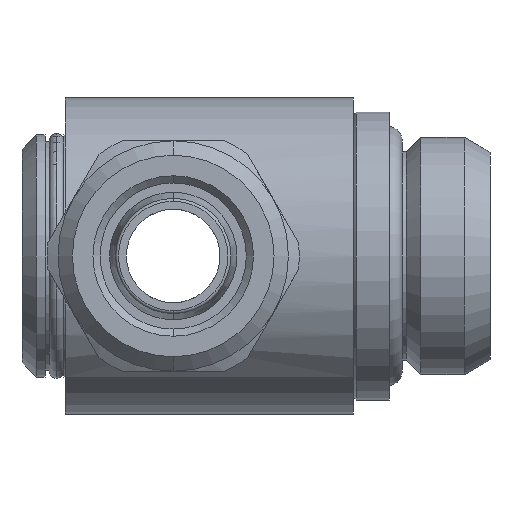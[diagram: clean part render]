
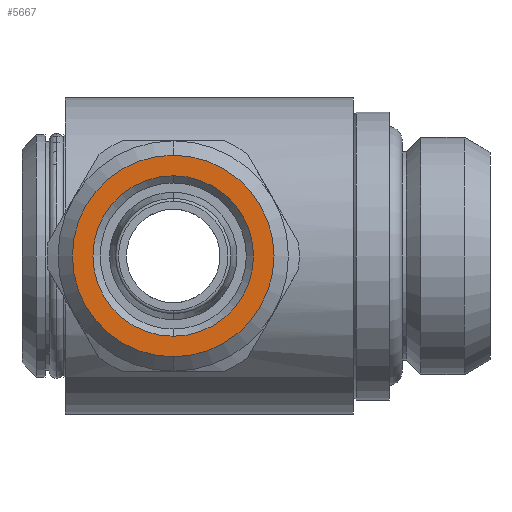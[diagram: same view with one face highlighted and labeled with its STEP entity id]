
A CAD part, left-side view. The second image highlights one B-rep face of the part: STEP entity #5667.
In plain terms, the highlighted planar face has unit normal (-1, 0, 0).
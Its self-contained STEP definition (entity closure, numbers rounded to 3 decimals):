
#90 = FACE_OUTER_BOUND ( 'NONE', #5206, .T. ) ;
#91 = FACE_BOUND ( 'NONE', #5090, .T. ) ;
#114 = AXIS2_PLACEMENT_3D ( 'NONE', #4277, #4276, #4275 ) ;
#126 = CIRCLE ( 'NONE', #134, 5.575 ) ;
#130 = CIRCLE ( 'NONE', #114, 7. ) ;
#134 = AXIS2_PLACEMENT_3D ( 'NONE', #4282, #4281, #4279 ) ;
#260 = AXIS2_PLACEMENT_3D ( 'NONE', #1891, #1890, #1888 ) ;
#307 = CARTESIAN_POINT ( 'NONE',  ( -27.552, 22., -7. ) ) ;
#328 = CARTESIAN_POINT ( 'NONE',  ( -27.552, 22., 7. ) ) ;
#353 = CARTESIAN_POINT ( 'NONE',  ( -27.552, 22., -5.575 ) ) ;
#389 = CARTESIAN_POINT ( 'NONE',  ( -27.552, 22., 5.575 ) ) ;
#866 = VERTEX_POINT ( 'NONE', #353 ) ;
#867 = VERTEX_POINT ( 'NONE', #389 ) ;
#868 = VERTEX_POINT ( 'NONE', #307 ) ;
#869 = VERTEX_POINT ( 'NONE', #328 ) ;
#1065 = AXIS2_PLACEMENT_3D ( 'NONE', #5448, #5446, #5445 ) ;
#1067 = CIRCLE ( 'NONE', #1065, 5.575 ) ;
#1247 = EDGE_CURVE ( 'NONE', #867, #866, #1067, .T. ) ;
#1888 = DIRECTION ( 'NONE',  ( 0., 0., 1. ) ) ;
#1890 = DIRECTION ( 'NONE',  ( -1., 0., 0. ) ) ;
#1891 = CARTESIAN_POINT ( 'NONE',  ( -27.552, 29., 0. ) ) ;
#1892 = PLANE ( 'NONE',  #260 ) ;
#2928 = DIRECTION ( 'NONE',  ( 0., 0., -1. ) ) ;
#2930 = DIRECTION ( 'NONE',  ( 1., 0., 0. ) ) ;
#2935 = CARTESIAN_POINT ( 'NONE',  ( -27.552, 22., 0. ) ) ;
#3135 = EDGE_CURVE ( 'NONE', #866, #867, #126, .T. ) ;
#3136 = EDGE_CURVE ( 'NONE', #869, #868, #130, .T. ) ;
#3321 = AXIS2_PLACEMENT_3D ( 'NONE', #2935, #2930, #2928 ) ;
#3324 = CIRCLE ( 'NONE', #3321, 7. ) ;
#3746 = ORIENTED_EDGE ( 'NONE', *, *, #5286, .F. ) ;
#3748 = ORIENTED_EDGE ( 'NONE', *, *, #1247, .T. ) ;
#3811 = ORIENTED_EDGE ( 'NONE', *, *, #3135, .T. ) ;
#3873 = ORIENTED_EDGE ( 'NONE', *, *, #3136, .F. ) ;
#4275 = DIRECTION ( 'NONE',  ( 0., 0., -1. ) ) ;
#4276 = DIRECTION ( 'NONE',  ( 1., 0., 0. ) ) ;
#4277 = CARTESIAN_POINT ( 'NONE',  ( -27.552, 22., 0. ) ) ;
#4279 = DIRECTION ( 'NONE',  ( 0., 0., -1. ) ) ;
#4281 = DIRECTION ( 'NONE',  ( 1., 0., 0. ) ) ;
#4282 = CARTESIAN_POINT ( 'NONE',  ( -27.552, 22., 0. ) ) ;
#5090 = EDGE_LOOP ( 'NONE', ( #3748, #3811 ) ) ;
#5206 = EDGE_LOOP ( 'NONE', ( #3746, #3873 ) ) ;
#5286 = EDGE_CURVE ( 'NONE', #868, #869, #3324, .T. ) ;
#5445 = DIRECTION ( 'NONE',  ( 0., 0., -1. ) ) ;
#5446 = DIRECTION ( 'NONE',  ( 1., 0., 0. ) ) ;
#5448 = CARTESIAN_POINT ( 'NONE',  ( -27.552, 22., 0. ) ) ;
#5667 = ADVANCED_FACE ( 'NONE', ( #91, #90 ), #1892, .T. ) ;
